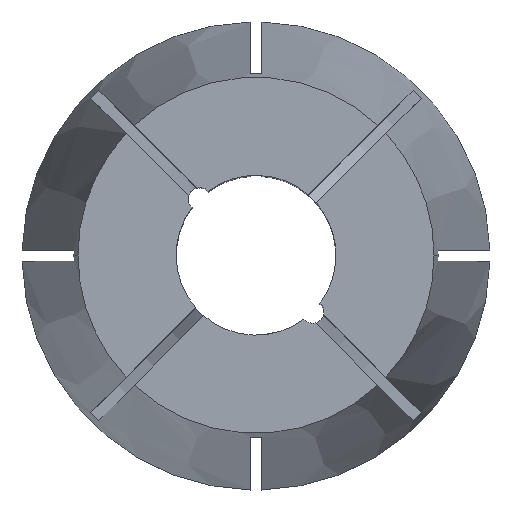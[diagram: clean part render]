
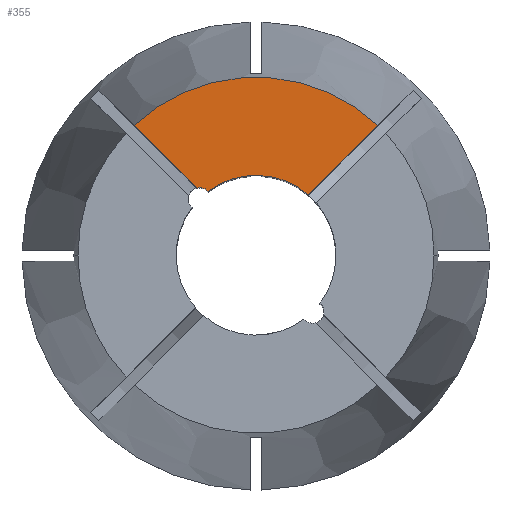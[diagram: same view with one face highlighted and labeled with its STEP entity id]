
A CAD part, top view. The second image highlights one B-rep face of the part: STEP entity #355.
In plain terms, the highlighted planar face has unit normal (0, 0, 1).
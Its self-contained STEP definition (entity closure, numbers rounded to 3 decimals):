
#20 = FACE_OUTER_BOUND ( 'NONE', #127, .T. ) ;
#127 = EDGE_LOOP ( 'NONE', ( #1262, #1037, #1526, #846, #727 ) ) ;
#138 = VERTEX_POINT ( 'NONE', #1605 ) ;
#139 = VERTEX_POINT ( 'NONE', #481 ) ;
#190 = EDGE_CURVE ( 'NONE', #139, #2058, #1953, .T. ) ;
#282 = AXIS2_PLACEMENT_3D ( 'NONE', #586, #750, #709 ) ;
#285 = CARTESIAN_POINT ( 'NONE',  ( 0., 0., 0. ) ) ;
#355 = ADVANCED_FACE ( 'NONE', ( #20 ), #2015, .F. ) ;
#366 = DIRECTION ( 'NONE',  ( 1., 0., 0. ) ) ;
#379 = LINE ( 'NONE', #2070, #1643 ) ;
#481 = CARTESIAN_POINT ( 'NONE',  ( 4.584, 5.291, 0. ) ) ;
#508 = CARTESIAN_POINT ( 'NONE',  ( 0., 0., 0. ) ) ;
#586 = CARTESIAN_POINT ( 'NONE',  ( -4.95, 4.95, 0. ) ) ;
#709 = DIRECTION ( 'NONE',  ( -1., 0., 0. ) ) ;
#727 = ORIENTED_EDGE ( 'NONE', *, *, #1195, .T. ) ;
#750 = DIRECTION ( 'NONE',  ( 0., 0., 1. ) ) ;
#814 = DIRECTION ( 'NONE',  ( 0., 0., 1. ) ) ;
#846 = ORIENTED_EDGE ( 'NONE', *, *, #2074, .T. ) ;
#884 = CARTESIAN_POINT ( 'NONE',  ( -0.354, 0.354, 0. ) ) ;
#899 = CIRCLE ( 'NONE', #1469, 15.595 ) ;
#967 = VECTOR ( 'NONE', #1212, 1000. ) ;
#977 = DIRECTION ( 'NONE',  ( 0., 0., -1. ) ) ;
#982 = VERTEX_POINT ( 'NONE', #1382 ) ;
#1037 = ORIENTED_EDGE ( 'NONE', *, *, #1366, .F. ) ;
#1142 = DIRECTION ( 'NONE',  ( 1., 0., 0. ) ) ;
#1195 = EDGE_CURVE ( 'NONE', #138, #982, #899, .T. ) ;
#1212 = DIRECTION ( 'NONE',  ( 0.707, 0.707, 0. ) ) ;
#1262 = ORIENTED_EDGE ( 'NONE', *, *, #1831, .T. ) ;
#1284 = CARTESIAN_POINT ( 'NONE',  ( -4.194, 5.605, 0. ) ) ;
#1308 = LINE ( 'NONE', #884, #967 ) ;
#1366 = EDGE_CURVE ( 'NONE', #2058, #1996, #1542, .T. ) ;
#1382 = CARTESIAN_POINT ( 'NONE',  ( -10.668, 11.375, 0. ) ) ;
#1469 = AXIS2_PLACEMENT_3D ( 'NONE', #2113, #1794, #366 ) ;
#1526 = ORIENTED_EDGE ( 'NONE', *, *, #190, .F. ) ;
#1539 = CARTESIAN_POINT ( 'NONE',  ( -5.209, 5.916, 0. ) ) ;
#1542 = CIRCLE ( 'NONE', #282, 1. ) ;
#1605 = CARTESIAN_POINT ( 'NONE',  ( 10.668, 11.375, 0. ) ) ;
#1643 = VECTOR ( 'NONE', #1876, 1000. ) ;
#1794 = DIRECTION ( 'NONE',  ( 0., 0., 1. ) ) ;
#1831 = EDGE_CURVE ( 'NONE', #982, #1996, #379, .T. ) ;
#1832 = DIRECTION ( 'NONE',  ( -1., 0., 0. ) ) ;
#1876 = DIRECTION ( 'NONE',  ( 0.707, -0.707, 0. ) ) ;
#1948 = AXIS2_PLACEMENT_3D ( 'NONE', #508, #814, #1142 ) ;
#1953 = CIRCLE ( 'NONE', #1948, 7. ) ;
#1996 = VERTEX_POINT ( 'NONE', #1539 ) ;
#2015 = PLANE ( 'NONE',  #2166 ) ;
#2058 = VERTEX_POINT ( 'NONE', #1284 ) ;
#2070 = CARTESIAN_POINT ( 'NONE',  ( 0.354, 0.354, 0. ) ) ;
#2074 = EDGE_CURVE ( 'NONE', #139, #138, #1308, .T. ) ;
#2113 = CARTESIAN_POINT ( 'NONE',  ( 0., 0., 0. ) ) ;
#2166 = AXIS2_PLACEMENT_3D ( 'NONE', #285, #977, #1832 ) ;
